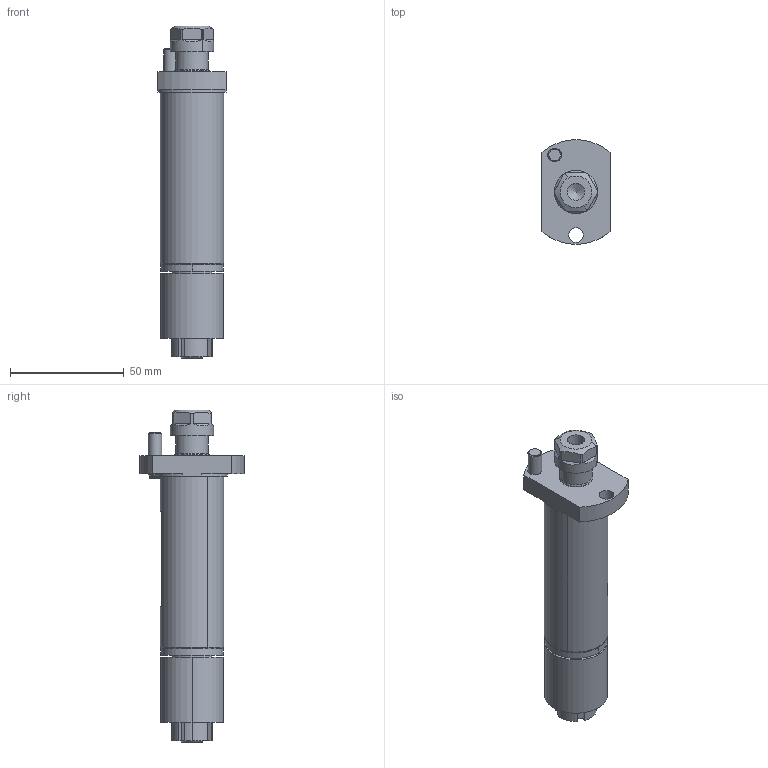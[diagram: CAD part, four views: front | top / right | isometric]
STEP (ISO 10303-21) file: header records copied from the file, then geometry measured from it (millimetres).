
FILE_DESCRIPTION(/* description */ (''),/* implementation_level */ '2;1');
FILE_NAME(/* name */ '10462279.stp',/* time_stamp */ '2019-10-23T12:56:52+02:00',/* author */ (''),/* organization */ (''),/* preprocessor_version */ 'ST-DEVELOPER v16.7',/* originating_system */ 'SIEMENS PLM Software NX 12.0',/* authorisation */ '');
FILE_SCHEMA (('AUTOMOTIVE_DESIGN { 1 0 10303 214 3 1 1 1 }'));
Length unit declared in the file: millimetre
Products named in the file (1): 10011196593_00-Bohrspindel rot ER11
Bounding box: 30 x 45.86 x 146.2 mm (x, y, z)
Volume: 80906 mm3; surface area: 17246.6 mm2
Topology: 1 solids, 1 shells, 87 faces, 220 edges, 145 vertices
Faces by surface type: plane 42, cylinder 30, cone 13, sphere 1, torus 1
Full cylindrical faces by diameter (mm): 5 x1, 6 x2, 6.5 x1, 7.5 x1, 14.5 x1
Entity records: 3390 total; most frequent: CARTESIAN_POINT 767, DIRECTION 460, ORIENTED_EDGE 400, EDGE_CURVE 200, AXIS2_PLACEMENT_3D 178, VERTEX_POINT 137, EDGE_LOOP 110, LINE 104
